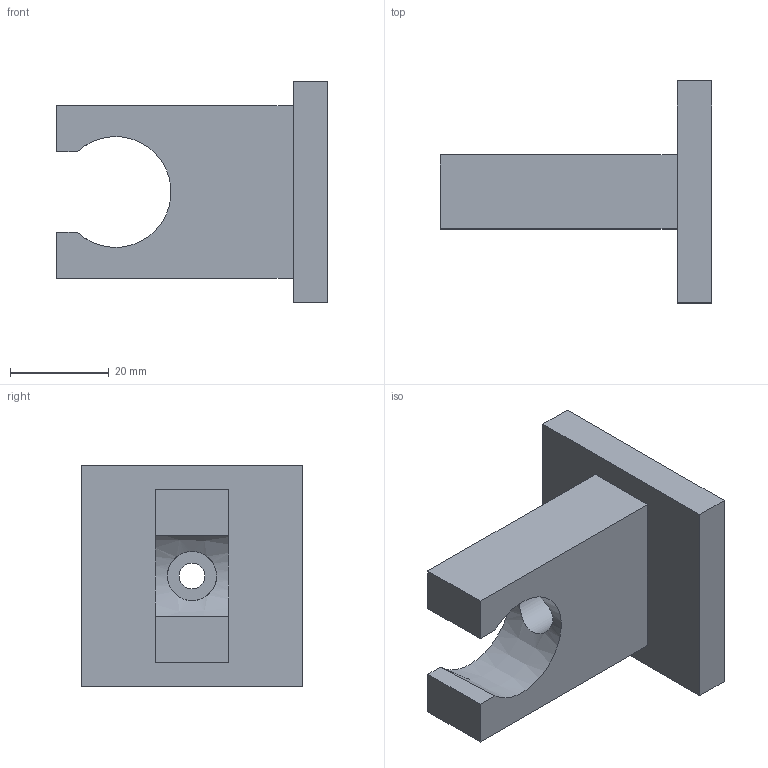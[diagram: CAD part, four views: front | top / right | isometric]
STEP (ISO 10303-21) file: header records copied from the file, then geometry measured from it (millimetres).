
FILE_DESCRIPTION((''),'2;1');
FILE_NAME('DP3056-A4FT0018_ASM','2020-02-18T',('Administrator'),(''),'PRO/ENGINEER BY PARAMETRIC TECHNOLOGY CORPORATION, 2009360','PRO/ENGINEER BY PARAMETRIC TECHNOLOGY CORPORATION, 2009360','');
FILE_SCHEMA(('AUTOMOTIVE_DESIGN_CC2 { 1 2 10303 214 -1 1 5 2 }'));
Length unit declared in the file: millimetre
Products named in the file (3): P0024; F0003; DP3056-A4FT0018_ASM
Assembly tree (2 placements, depth 2):
  DP3056-A4FT0018_ASM
    P0024
    F0003
Bounding box: 55 x 45 x 45 mm (x, y, z)
Volume: 25327.4 mm3; surface area: 12678.1 mm2
Topology: 2 solids, 2 shells, 56 faces, 130 edges, 78 vertices
Faces by surface type: cylinder 24, plane 19, cone 13
Entity records: 1784 total; most frequent: CARTESIAN_POINT 309, DIRECTION 298, ORIENTED_EDGE 252, EDGE_CURVE 126, AXIS2_PLACEMENT_3D 115, COLOUR_RGB 109, VERTEX_POINT 78, VECTOR 68
